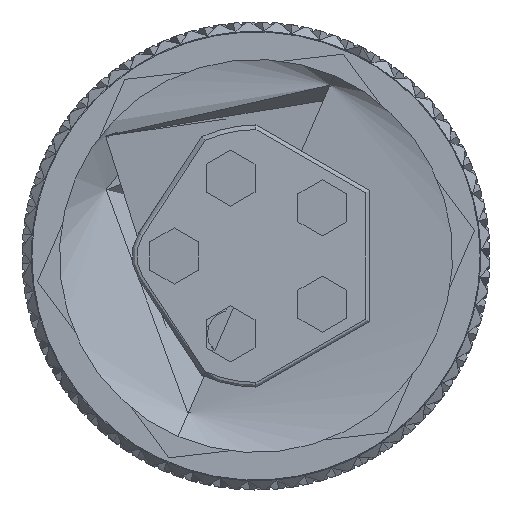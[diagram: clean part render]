
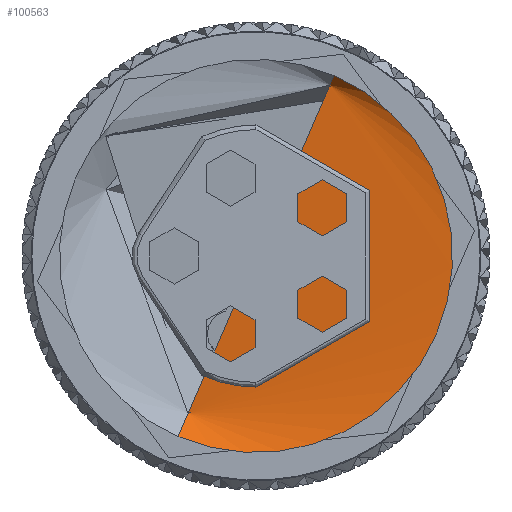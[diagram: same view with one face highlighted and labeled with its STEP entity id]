
A CAD part, left-side view. The second image highlights one B-rep face of the part: STEP entity #100563.
In plain terms, the highlighted conical face has half-angle 45 degrees and reference radius 4.2 mm.
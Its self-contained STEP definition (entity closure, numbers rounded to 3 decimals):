
#144 = CARTESIAN_POINT ( 'NONE',  ( 6.725, 1.908, 3.439 ) ) ;
#16364 = DIRECTION ( 'NONE',  ( 1., 0., 0. ) ) ;
#17240 = DIRECTION ( 'NONE',  ( 0., 0., -1. ) ) ;
#24576 = CARTESIAN_POINT ( 'NONE',  ( 6.751, 0.988, 3.834 ) ) ;
#25459 = CARTESIAN_POINT ( 'NONE',  ( 6.554, 3.046, -2.208 ) ) ;
#26250 = ORIENTED_EDGE ( 'NONE', *, *, #101567, .F. ) ;
#26339 = CARTESIAN_POINT ( 'NONE',  ( 6.493, 1.235, -3.49 ) ) ;
#27950 = ORIENTED_EDGE ( 'NONE', *, *, #44033, .T. ) ;
#28116 = CARTESIAN_POINT ( 'NONE',  ( 6.687, 3.026, 2.452 ) ) ;
#31225 = CARTESIAN_POINT ( 'NONE',  ( 6.776, 0., 3.976 ) ) ;
#32501 = VECTOR ( 'NONE', #37892, 1000. ) ;
#33464 = CARTESIAN_POINT ( 'NONE',  ( 7., 0., 0. ) ) ;
#37892 = DIRECTION ( 'NONE',  ( 0.707, 0., 0.707 ) ) ;
#38106 = CARTESIAN_POINT ( 'NONE',  ( 6.764, 0.502, 3.94 ) ) ;
#39885 = CARTESIAN_POINT ( 'NONE',  ( 6.615, 3.821, -0.124 ) ) ;
#44033 = EDGE_CURVE ( 'NONE', #80358, #110324, #55650, .T. ) ;
#47485 = VERTEX_POINT ( 'NONE', #146255 ) ;
#53410 = CARTESIAN_POINT ( 'NONE',  ( 6.712, 2.319, 3.16 ) ) ;
#55169 = CARTESIAN_POINT ( 'NONE',  ( 6.535, 2.536, -2.753 ) ) ;
#55650 = B_SPLINE_CURVE_WITH_KNOTS ( 'NONE', 3,
 ( #149949, #56082, #38106, #24576, #81389, #93115, #144, #53410, #66079, #162572, #28116, #83160, #95779, #68742, #82279, #80504, #149063, #39885, #134621, #94020, #121075, #110186, #96670, #25459, #122845, #55169, #109312, #165213, #136382, #26339, #151719, #123726, #148181, #107531 ),
 .UNSPECIFIED., .F., .F.,
 ( 4, 2, 2, 2, 2, 2, 2, 2, 2, 2, 2, 2, 2, 2, 2, 2, 4 ),
 ( 0.005, 0.006, 0.007, 0.007, 0.008, 0.009, 0.01, 0.01, 0.011, 0.012, 0.013, 0.013, 0.014, 0.015, 0.016, 0.016, 0.017 ),
 .UNSPECIFIED. ) ;
#56082 = CARTESIAN_POINT ( 'NONE',  ( 6.77, 0.25, 3.97 ) ) ;
#61120 = VECTOR ( 'NONE', #109504, 1000. ) ;
#66079 = CARTESIAN_POINT ( 'NONE',  ( 6.705, 2.513, 3. ) ) ;
#68055 = CARTESIAN_POINT ( 'NONE',  ( 7., 0., -4.2 ) ) ;
#68742 = CARTESIAN_POINT ( 'NONE',  ( 6.654, 3.617, 1.354 ) ) ;
#80358 = VERTEX_POINT ( 'NONE', #31225 ) ;
#80504 = CARTESIAN_POINT ( 'NONE',  ( 6.634, 3.791, 0.626 ) ) ;
#81389 = CARTESIAN_POINT ( 'NONE',  ( 6.745, 1.225, 3.758 ) ) ;
#81497 = CONICAL_SURFACE ( 'NONE', #116100, 4.2, 0.785 ) ;
#81667 = CARTESIAN_POINT ( 'NONE',  ( 7., 0., 0. ) ) ;
#82279 = CARTESIAN_POINT ( 'NONE',  ( 6.647, 3.69, 1.116 ) ) ;
#83160 = CARTESIAN_POINT ( 'NONE',  ( 6.674, 3.304, 2.038 ) ) ;
#93115 = CARTESIAN_POINT ( 'NONE',  ( 6.731, 1.688, 3.56 ) ) ;
#93673 = EDGE_CURVE ( 'NONE', #110324, #112337, #105955, .T. ) ;
#94020 = CARTESIAN_POINT ( 'NONE',  ( 6.595, 3.703, -0.866 ) ) ;
#95779 = CARTESIAN_POINT ( 'NONE',  ( 6.667, 3.424, 1.815 ) ) ;
#96670 = CARTESIAN_POINT ( 'NONE',  ( 6.568, 3.325, -1.79 ) ) ;
#100563 = ADVANCED_FACE ( 'NONE', ( #167890 ), #81497, .F. ) ;
#101567 = EDGE_CURVE ( 'NONE', #47485, #112337, #159267, .T. ) ;
#103513 = EDGE_CURVE ( 'NONE', #80358, #47485, #128175, .T. ) ;
#105955 = LINE ( 'NONE', #68055, #61120 ) ;
#107531 = CARTESIAN_POINT ( 'NONE',  ( 6.459, 0., -3.659 ) ) ;
#109312 = CARTESIAN_POINT ( 'NONE',  ( 6.528, 2.338, -2.914 ) ) ;
#109504 = DIRECTION ( 'NONE',  ( 0.707, 0., -0.707 ) ) ;
#110186 = CARTESIAN_POINT ( 'NONE',  ( 6.575, 3.443, -1.567 ) ) ;
#110324 = VERTEX_POINT ( 'NONE', #123728 ) ;
#112337 = VERTEX_POINT ( 'NONE', #125432 ) ;
#116100 = AXIS2_PLACEMENT_3D ( 'NONE', #33464, #16364, #17240 ) ;
#118927 = AXIS2_PLACEMENT_3D ( 'NONE', #81667, #175485, #177282 ) ;
#121075 = CARTESIAN_POINT ( 'NONE',  ( 6.588, 3.631, -1.107 ) ) ;
#122845 = CARTESIAN_POINT ( 'NONE',  ( 6.547, 2.888, -2.401 ) ) ;
#123726 = CARTESIAN_POINT ( 'NONE',  ( 6.473, 0.502, -3.647 ) ) ;
#123728 = CARTESIAN_POINT ( 'NONE',  ( 6.459, 0., -3.659 ) ) ;
#125432 = CARTESIAN_POINT ( 'NONE',  ( 7., 0., -4.2 ) ) ;
#128175 = LINE ( 'NONE', #163253, #32501 ) ;
#134621 = CARTESIAN_POINT ( 'NONE',  ( 6.608, 3.798, -0.372 ) ) ;
#136382 = CARTESIAN_POINT ( 'NONE',  ( 6.507, 1.701, -3.304 ) ) ;
#146255 = CARTESIAN_POINT ( 'NONE',  ( 7., 0., 4.2 ) ) ;
#148181 = CARTESIAN_POINT ( 'NONE',  ( 6.466, 0.251, -3.666 ) ) ;
#149063 = CARTESIAN_POINT ( 'NONE',  ( 6.627, 3.817, 0.374 ) ) ;
#149949 = CARTESIAN_POINT ( 'NONE',  ( 6.776, 0., 3.976 ) ) ;
#151719 = CARTESIAN_POINT ( 'NONE',  ( 6.486, 0.992, -3.559 ) ) ;
#156560 = EDGE_LOOP ( 'NONE', ( #171924, #27950, #171910, #26250 ) ) ;
#159267 = CIRCLE ( 'NONE', #118927, 4.2 ) ;
#162572 = CARTESIAN_POINT ( 'NONE',  ( 6.693, 2.868, 2.644 ) ) ;
#163253 = CARTESIAN_POINT ( 'NONE',  ( 7., 0., 4.2 ) ) ;
#165213 = CARTESIAN_POINT ( 'NONE',  ( 6.514, 1.922, -3.188 ) ) ;
#167890 = FACE_OUTER_BOUND ( 'NONE', #156560, .T. ) ;
#171910 = ORIENTED_EDGE ( 'NONE', *, *, #93673, .T. ) ;
#171924 = ORIENTED_EDGE ( 'NONE', *, *, #103513, .F. ) ;
#175485 = DIRECTION ( 'NONE',  ( -1., 0., 0. ) ) ;
#177282 = DIRECTION ( 'NONE',  ( 0., 0., 1. ) ) ;
